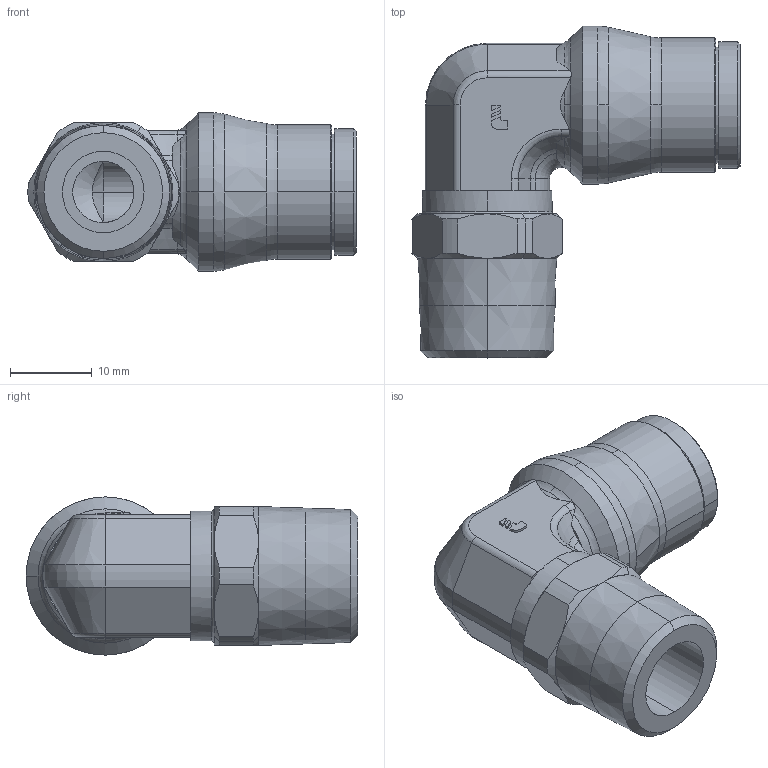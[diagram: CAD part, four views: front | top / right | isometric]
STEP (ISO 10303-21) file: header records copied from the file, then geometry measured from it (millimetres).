
FILE_DESCRIPTION(('STEP AP214'),'1');
FILE_NAME('3609_12_17.stp','2016-07-07T14:13:49',('TraceParts'),('TraceParts S.A.'),'Spatial InterOp 3D',' ',' ');
FILE_SCHEMA(('automotive_design'));
Length unit declared in the file: millimetre
Products named in the file (1): 1
Bounding box: 40.24 x 40.7 x 19.4 mm (x, y, z)
Volume: 8617.4 mm3; surface area: 5540.5 mm2
Topology: 1 solids, 1 shells, 166 faces, 407 edges, 254 vertices
Faces by surface type: plane 54, cylinder 48, cone 43, torus 21
Entity records: 5154 total; most frequent: CARTESIAN_POINT 1214, DIRECTION 873, ORIENTED_EDGE 814, EDGE_CURVE 407, AXIS2_PLACEMENT_3D 363, VERTEX_POINT 254, CIRCLE 194, EDGE_LOOP 179
